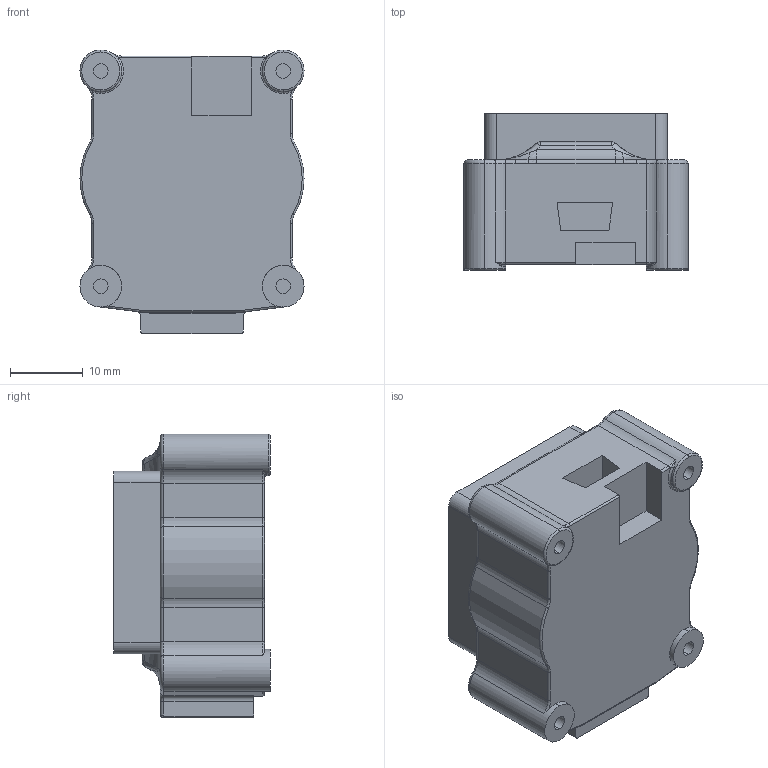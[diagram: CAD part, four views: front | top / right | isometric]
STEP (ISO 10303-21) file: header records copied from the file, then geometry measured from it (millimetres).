
FILE_DESCRIPTION (( 'STEP AP214' ), '1' );
FILE_NAME ('JeVois_CAD.STEP', '2017-12-10T06:50:08', ( '' ), ( '' ), 'SwSTEP 2.0', 'SolidWorks 2017', '' );
FILE_SCHEMA (( 'AUTOMOTIVE_DESIGN' ));
Length unit declared in the file: inch
Products named in the file (1): JeVois_CAD
Bounding box: 30.71 x 21.46 x 38.9 mm (x, y, z)
Volume: 17113.8 mm3; surface area: 6139.7 mm2
Topology: 1 solids, 1 shells, 344 faces, 862 edges, 534 vertices
Faces by surface type: plane 110, bspline 94, cylinder 92, torus 44, sphere 4
Entity records: 13890 total; most frequent: CARTESIAN_POINT 6139, ORIENTED_EDGE 1696, DIRECTION 1406, EDGE_CURVE 848, VERTEX_POINT 534, AXIS2_PLACEMENT_3D 505, LINE 396, VECTOR 396
